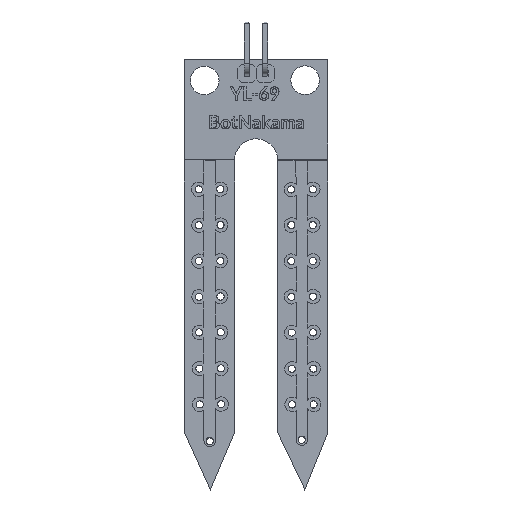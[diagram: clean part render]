
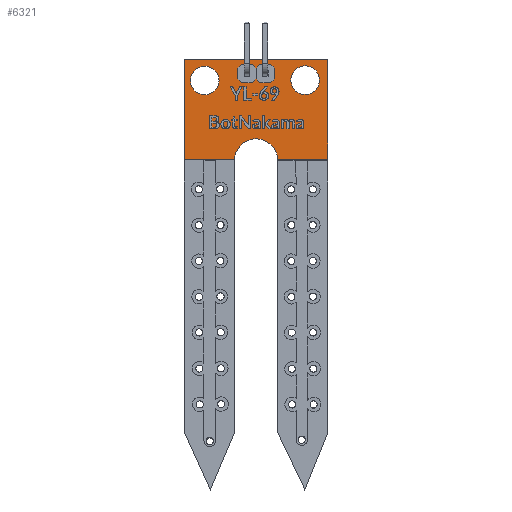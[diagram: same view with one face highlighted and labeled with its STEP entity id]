
A CAD part, top view. The second image highlights one B-rep face of the part: STEP entity #6321.
In plain terms, the highlighted planar face has unit normal (0, 0, 1).
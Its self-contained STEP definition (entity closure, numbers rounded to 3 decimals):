
#463=FACE_BOUND('',#1181,.T.);
#464=FACE_BOUND('',#1182,.T.);
#465=FACE_BOUND('',#1183,.T.);
#466=FACE_BOUND('',#1184,.T.);
#599=CIRCLE('',#6818,3.019);
#601=CIRCLE('',#6821,2.);
#603=CIRCLE('',#6824,2.);
#605=CIRCLE('',#6827,0.5);
#607=CIRCLE('',#6830,0.5);
#918=FACE_OUTER_BOUND('',#1180,.T.);
#1180=EDGE_LOOP('',(#4529,#4530,#4531,#4532,#4533,#4534));
#1181=EDGE_LOOP('',(#4535));
#1182=EDGE_LOOP('',(#4536));
#1183=EDGE_LOOP('',(#4537));
#1184=EDGE_LOOP('',(#4538));
#1566=LINE('',#8807,#2101);
#1569=LINE('',#8813,#2104);
#1572=LINE('',#8819,#2107);
#1575=LINE('',#8825,#2110);
#1578=LINE('',#8831,#2113);
#2101=VECTOR('',#7303,1.);
#2104=VECTOR('',#7308,1.);
#2107=VECTOR('',#7313,1.);
#2110=VECTOR('',#7318,1.);
#2113=VECTOR('',#7323,1.);
#2634=VERTEX_POINT('',#8801);
#2636=VERTEX_POINT('',#8805);
#2638=VERTEX_POINT('',#8811);
#2640=VERTEX_POINT('',#8817);
#2642=VERTEX_POINT('',#8823);
#2644=VERTEX_POINT('',#8829);
#2645=VERTEX_POINT('',#8836);
#2647=VERTEX_POINT('',#8842);
#2649=VERTEX_POINT('',#8848);
#2651=VERTEX_POINT('',#8854);
#3446=EDGE_CURVE('',#2634,#2636,#1566,.T.);
#3449=EDGE_CURVE('',#2636,#2638,#1569,.T.);
#3452=EDGE_CURVE('',#2638,#2640,#1572,.T.);
#3455=EDGE_CURVE('',#2640,#2642,#1575,.T.);
#3458=EDGE_CURVE('',#2642,#2644,#1578,.T.);
#3459=EDGE_CURVE('',#2634,#2644,#599,.T.);
#3461=EDGE_CURVE('',#2645,#2645,#601,.T.);
#3464=EDGE_CURVE('',#2647,#2647,#603,.T.);
#3467=EDGE_CURVE('',#2649,#2649,#605,.T.);
#3470=EDGE_CURVE('',#2651,#2651,#607,.T.);
#4529=ORIENTED_EDGE('',*,*,#3446,.T.);
#4530=ORIENTED_EDGE('',*,*,#3449,.T.);
#4531=ORIENTED_EDGE('',*,*,#3452,.T.);
#4532=ORIENTED_EDGE('',*,*,#3455,.T.);
#4533=ORIENTED_EDGE('',*,*,#3458,.T.);
#4534=ORIENTED_EDGE('',*,*,#3459,.F.);
#4535=ORIENTED_EDGE('',*,*,#3461,.F.);
#4536=ORIENTED_EDGE('',*,*,#3464,.F.);
#4537=ORIENTED_EDGE('',*,*,#3467,.F.);
#4538=ORIENTED_EDGE('',*,*,#3470,.F.);
#6159=PLANE('',#6833);
#6321=ADVANCED_FACE('',(#918,#463,#464,#465,#466),#6159,.F.);
#6818=AXIS2_PLACEMENT_3D('',#8833,#7326,#7327);
#6821=AXIS2_PLACEMENT_3D('',#8837,#7332,#7333);
#6824=AXIS2_PLACEMENT_3D('',#8843,#7339,#7340);
#6827=AXIS2_PLACEMENT_3D('',#8849,#7346,#7347);
#6830=AXIS2_PLACEMENT_3D('',#8855,#7353,#7354);
#6833=AXIS2_PLACEMENT_3D('',#8860,#7360,#7361);
#7303=DIRECTION('',(1.,0.,0.));
#7308=DIRECTION('',(0.,1.,0.));
#7313=DIRECTION('',(-1.,0.,0.));
#7318=DIRECTION('',(0.,-1.,0.));
#7323=DIRECTION('',(1.,0.,0.));
#7326=DIRECTION('center_axis',(0.,0.,1.));
#7327=DIRECTION('ref_axis',(1.,0.,0.));
#7332=DIRECTION('center_axis',(0.,0.,1.));
#7333=DIRECTION('ref_axis',(1.,0.,0.));
#7339=DIRECTION('center_axis',(0.,0.,1.));
#7340=DIRECTION('ref_axis',(1.,0.,0.));
#7346=DIRECTION('center_axis',(0.,0.,1.));
#7347=DIRECTION('ref_axis',(1.,0.,0.));
#7353=DIRECTION('center_axis',(0.,0.,1.));
#7354=DIRECTION('ref_axis',(1.,0.,0.));
#7360=DIRECTION('center_axis',(0.,0.,-1.));
#7361=DIRECTION('ref_axis',(-1.,0.,0.));
#8801=CARTESIAN_POINT('',(3.019,6.656,1.));
#8805=CARTESIAN_POINT('',(9.953,6.656,1.));
#8807=CARTESIAN_POINT('',(3.019,6.656,1.));
#8811=CARTESIAN_POINT('',(9.953,20.727,1.));
#8813=CARTESIAN_POINT('',(9.953,6.656,1.));
#8817=CARTESIAN_POINT('',(-10.029,20.727,1.));
#8819=CARTESIAN_POINT('',(9.953,20.727,1.));
#8823=CARTESIAN_POINT('',(-10.029,6.695,1.));
#8825=CARTESIAN_POINT('',(-10.029,20.727,1.));
#8829=CARTESIAN_POINT('',(-3.018,6.695,1.));
#8831=CARTESIAN_POINT('',(-10.029,6.695,1.));
#8833=CARTESIAN_POINT('Origin',(0.,6.616,1.));
#8836=CARTESIAN_POINT('',(4.839,17.801,1.));
#8837=CARTESIAN_POINT('Origin',(6.839,17.801,1.));
#8842=CARTESIAN_POINT('',(-9.161,17.757,1.));
#8843=CARTESIAN_POINT('Origin',(-7.161,17.757,1.));
#8848=CARTESIAN_POINT('',(0.77,18.727,1.));
#8849=CARTESIAN_POINT('Origin',(1.27,18.727,1.));
#8854=CARTESIAN_POINT('',(-1.77,18.727,1.));
#8855=CARTESIAN_POINT('Origin',(-1.27,18.727,1.));
#8860=CARTESIAN_POINT('Origin',(3.019,6.656,1.));
